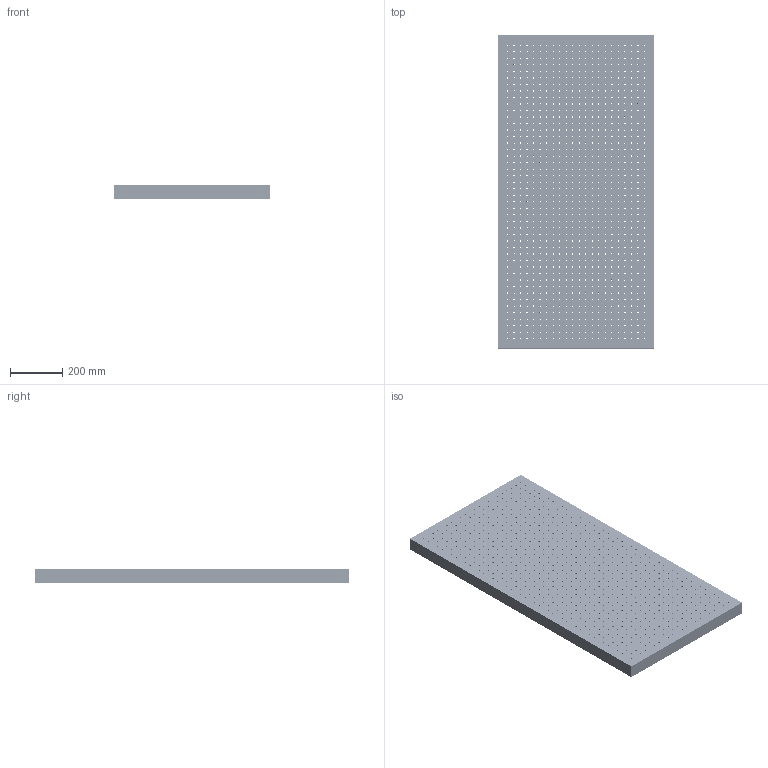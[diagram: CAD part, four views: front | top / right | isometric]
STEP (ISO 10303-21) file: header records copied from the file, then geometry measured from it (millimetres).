
FILE_DESCRIPTION (( 'STEP AP214' ), '1' );
FILE_NAME ('516056.STEP', '2019-10-29T02:26:58', ( 'user' ), ( '微软中国' ), 'SwSTEP 2.0', 'SolidWorks 2016', '' );
FILE_SCHEMA (( 'AUTOMOTIVE_DESIGN' ));
Length unit declared in the file: millimetre
Products named in the file (1): 516056
Bounding box: 600 x 1200 x 50 mm (x, y, z)
Volume: 35006471.3 mm3; surface area: 2375081.8 mm2
Topology: 1 solids, 1 shells, 2030 faces, 6084 edges, 4056 vertices
Faces by surface type: cylinder 2024, plane 6
Entity records: 75078 total; most frequent: DIRECTION 14194, CARTESIAN_POINT 12171, ORIENTED_EDGE 12168, EDGE_CURVE 6084, AXIS2_PLACEMENT_3D 6079, VERTEX_POINT 4056, EDGE_LOOP 4054, CIRCLE 4048
